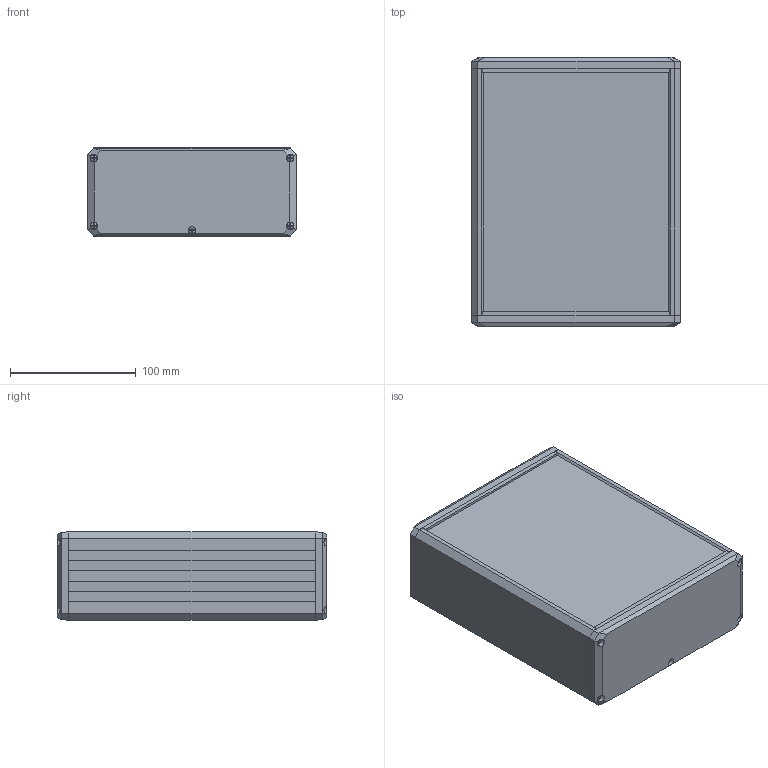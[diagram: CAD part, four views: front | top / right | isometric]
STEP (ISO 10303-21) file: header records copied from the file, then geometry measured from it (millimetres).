
FILE_DESCRIPTION(/* description */ (''),/* implementation_level */ '2;1');
FILE_NAME(/* name */ '1501102700 - DB 6210.stp',/* time_stamp */ '2019-09-11T15:01:18+02:00',/* author */ ('alexander.rose'),/* organization */ (''),/* preprocessor_version */ 'ST-DEVELOPER v17',/* originating_system */ 'Autodesk Inventor 2019',/* authorisation */ '');
FILE_SCHEMA (('AUTOMOTIVE_DESIGN { 1 0 10303 214 3 1 1 }'));
Length unit declared in the file: millimetre
Products named in the file (7): 1501102700 - DB 6210; Profil DB 6 166x70 _ konfigurierbar; Frontplatte DB 6 _ konfigurierbar; 1520100602-Kappe DB 6; WUERTH 013729 13 self-tapping screw  DIN 7983 ST2.9x13-C-H VORDEF A2S
 ST; 1520100602-Kappe DB 6_MIR; 1990000000 - C2,9 x 13 (DIN 7983)_MIR2
Assembly tree (14 placements, depth 2):
  1501102700 - DB 6210
    Profil DB 6 166x70 _ konfigurierbar
    Frontplatte DB 6 _ konfigurierbar
    1520100602-Kappe DB 6
    WUERTH 013729 13 self-tapping screw  DIN 7983 ST2.9x13-C-H VORDEF A2S
 ST  x5
    1520100602-Kappe DB 6_MIR
    1990000000 - C2,9 x 13 (DIN 7983)_MIR2  x5
Bounding box: 166 x 214 x 70 mm (x, y, z)
Volume: 375633.3 mm3; surface area: 297292.1 mm2
Topology: 14 solids, 14 shells, 808 faces, 2366 edges, 1584 vertices
Faces by surface type: plane 615, cone 124, cylinder 49, torus 10, bspline 10
Full cylindrical faces by diameter (mm): 2.9 x10, 5.5 x10
Entity records: 20079 total; most frequent: CARTESIAN_POINT 3737, ORIENTED_EDGE 3432, DIRECTION 3210, EDGE_CURVE 1716, LINE 1324, VECTOR 1324, VERTEX_POINT 1144, AXIS2_PLACEMENT_3D 943
